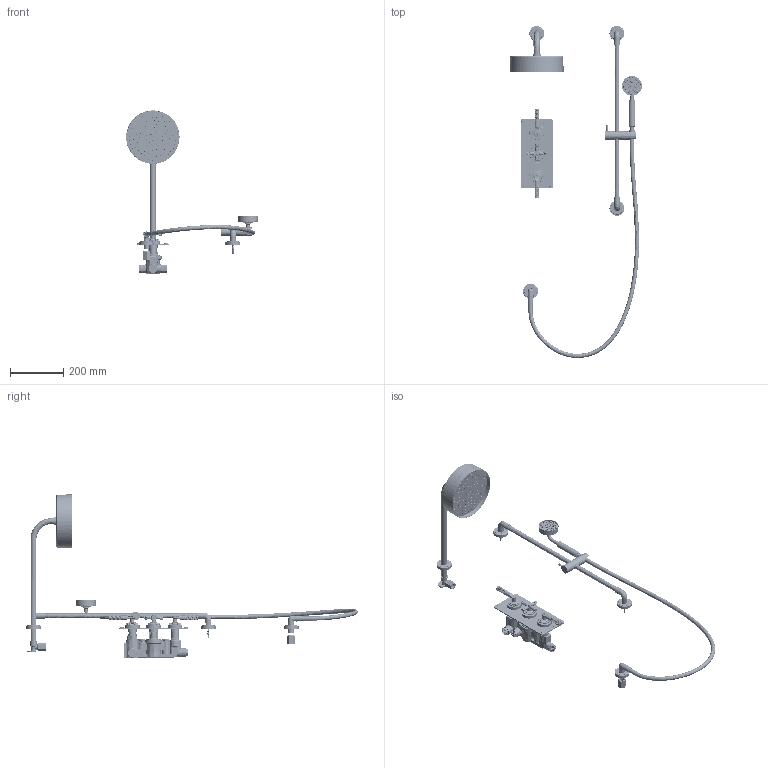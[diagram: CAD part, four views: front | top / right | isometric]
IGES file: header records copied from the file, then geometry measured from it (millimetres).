
Global section: file name: V7B1AXLK; native system: Autodesk Inventor 2018; preprocessor: unknown; author: rclarke; date: 20171016.115018; units: millimetre
Bounding box: 493.27 x 1243.33 x 610.95 mm (x, y, z)
Volume: 2814314.7 mm3; surface area: 939611.5 mm2
Topology: 162 solids, 176 shells, 35753 faces, 79712 edges, 45091 vertices
Faces by surface type: bspline 35753
